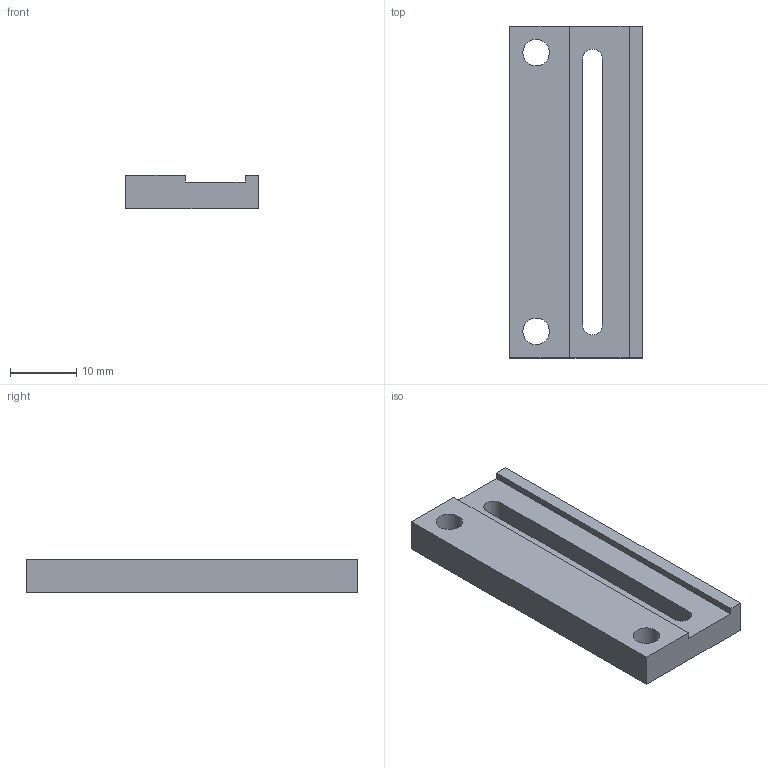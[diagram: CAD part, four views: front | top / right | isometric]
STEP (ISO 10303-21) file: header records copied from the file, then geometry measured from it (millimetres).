
FILE_DESCRIPTION(('HOOPS Exchange Step'),'2;1');
FILE_NAME('temp_export','2022-04-09T00:13:49-06:00',('mobile'),('Shapr3D Limited'),'HOOPS Exchange 2021.2','Shapr3D','Authorized');
FILE_SCHEMA( ('AP203_CONFIGURATION_CONTROLLED_3D_DESIGN_OF_MECHANICAL_PARTS_AND_ASSEMBLIES_MIM_LF') );
Length unit declared in the file: millimetre
Products named in the file (1): 实体  04
Bounding box: 20 x 50 x 5 mm (x, y, z)
Volume: 3916.1 mm3; surface area: 2961 mm2
Topology: 1 solids, 1 shells, 16 faces, 46 edges, 32 vertices
Faces by surface type: plane 12, cylinder 4
Full cylindrical faces by diameter (mm): 4 x2
Entity records: 570 total; most frequent: CARTESIAN_POINT 95, DIRECTION 92, ORIENTED_EDGE 92, EDGE_CURVE 46, VECTOR 34, LINE 34, VERTEX_POINT 32, AXIS2_PLACEMENT_3D 29
